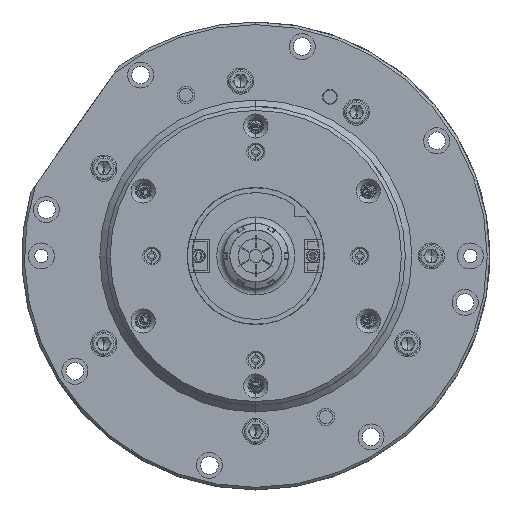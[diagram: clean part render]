
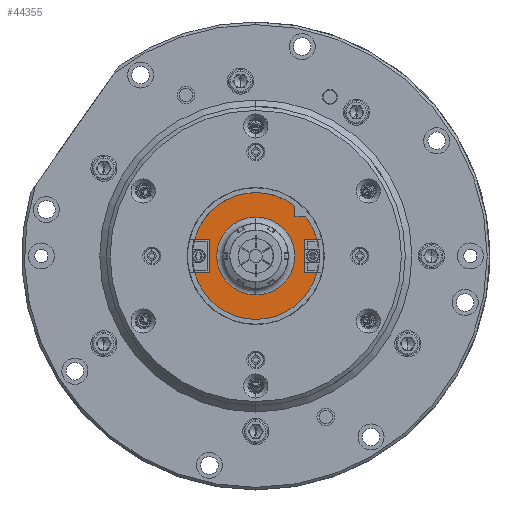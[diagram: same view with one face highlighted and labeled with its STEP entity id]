
A CAD part, left-side view. The second image highlights one B-rep face of the part: STEP entity #44355.
In plain terms, the highlighted planar face has unit normal (-1, 0, 0).
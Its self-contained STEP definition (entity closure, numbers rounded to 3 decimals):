
#221 = ORIENTED_EDGE ( 'NONE', *, *, #16563, .T. ) ;
#1170 = CARTESIAN_POINT ( 'NONE',  ( -17.63, 0., -48.75 ) ) ;
#1429 = AXIS2_PLACEMENT_3D ( 'NONE', #28618, #28538, #28162 ) ;
#2293 = VECTOR ( 'NONE', #33972, 1000. ) ;
#2444 = VERTEX_POINT ( 'NONE', #63932 ) ;
#2539 = CARTESIAN_POINT ( 'NONE',  ( -17.63, 48.75, -12.85 ) ) ;
#4197 = ORIENTED_EDGE ( 'NONE', *, *, #8883, .T. ) ;
#4672 = DIRECTION ( 'NONE',  ( 0., 0., 1. ) ) ;
#4700 = DIRECTION ( 'NONE',  ( 1., 0., 0. ) ) ;
#4756 = CARTESIAN_POINT ( 'NONE',  ( -17.63, 0., 0. ) ) ;
#4887 = DIRECTION ( 'NONE',  ( 0., -1., 0. ) ) ;
#5866 = CARTESIAN_POINT ( 'NONE',  ( -17.63, 35.5, 48.75 ) ) ;
#8592 = DIRECTION ( 'NONE',  ( 0., 0., -1. ) ) ;
#8644 = DIRECTION ( 'NONE',  ( 0., 0., -1. ) ) ;
#8831 = CARTESIAN_POINT ( 'NONE',  ( -17.63, -47.026, -12.85 ) ) ;
#8883 = EDGE_CURVE ( 'NONE', #41036, #40819, #10519, .T. ) ;
#8935 = DIRECTION ( 'NONE',  ( -1., 0., 0. ) ) ;
#9004 = CARTESIAN_POINT ( 'NONE',  ( -17.63, 0., 0. ) ) ;
#9357 = LINE ( 'NONE', #62658, #19778 ) ;
#9424 = VERTEX_POINT ( 'NONE', #15461 ) ;
#10214 = VERTEX_POINT ( 'NONE', #39898 ) ;
#10519 = CIRCLE ( 'NONE', #23984, 48.75 ) ;
#11305 = EDGE_CURVE ( 'NONE', #17534, #63276, #24497, .T. ) ;
#11634 = AXIS2_PLACEMENT_3D ( 'NONE', #4756, #4700, #4672 ) ;
#14476 = EDGE_CURVE ( 'NONE', #37331, #47560, #41805, .T. ) ;
#15377 = EDGE_CURVE ( 'NONE', #58666, #40819, #34459, .T. ) ;
#15461 = CARTESIAN_POINT ( 'NONE',  ( -17.63, 47.026, -12.85 ) ) ;
#15888 = EDGE_CURVE ( 'NONE', #58666, #10214, #44863, .T. ) ;
#16095 = CARTESIAN_POINT ( 'NONE',  ( -17.63, -48.751, -12.85 ) ) ;
#16243 = ORIENTED_EDGE ( 'NONE', *, *, #20030, .T. ) ;
#16332 = DIRECTION ( 'NONE',  ( 0., 1., 0. ) ) ;
#16563 = EDGE_CURVE ( 'NONE', #10214, #27293, #47180, .T. ) ;
#17027 = EDGE_CURVE ( 'NONE', #27293, #2444, #9357, .T. ) ;
#17321 = CARTESIAN_POINT ( 'NONE',  ( -17.63, -37.7, -12.85 ) ) ;
#17520 = EDGE_CURVE ( 'NONE', #2444, #17857, #41447, .T. ) ;
#17534 = VERTEX_POINT ( 'NONE', #1170 ) ;
#17544 = EDGE_CURVE ( 'NONE', #17857, #9424, #61884, .T. ) ;
#17857 = VERTEX_POINT ( 'NONE', #32624 ) ;
#18309 = EDGE_CURVE ( 'NONE', #63276, #39164, #60037, .T. ) ;
#19078 = EDGE_CURVE ( 'NONE', #39164, #26497, #35429, .T. ) ;
#19536 = ORIENTED_EDGE ( 'NONE', *, *, #14476, .T. ) ;
#19778 = VECTOR ( 'NONE', #62211, 1000. ) ;
#20030 = EDGE_CURVE ( 'NONE', #26497, #41036, #61497, .T. ) ;
#20773 = VECTOR ( 'NONE', #61333, 1000. ) ;
#23984 = AXIS2_PLACEMENT_3D ( 'NONE', #36648, #36563, #36559 ) ;
#24046 = AXIS2_PLACEMENT_3D ( 'NONE', #38421, #38415, #38351 ) ;
#24497 = CIRCLE ( 'NONE', #24046, 48.75 ) ;
#26315 = EDGE_LOOP ( 'NONE', ( #35723, #61005, #221, #64159, #41324, #43719, #60011, #61008, #35959, #45555, #16243, #4197 ) ) ;
#26346 = CARTESIAN_POINT ( 'NONE',  ( -17.63, 0., -30. ) ) ;
#26497 = VERTEX_POINT ( 'NONE', #59250 ) ;
#27293 = VERTEX_POINT ( 'NONE', #64693 ) ;
#28162 = DIRECTION ( 'NONE',  ( 0., 0., 1. ) ) ;
#28538 = DIRECTION ( 'NONE',  ( 1., 0., 0. ) ) ;
#28618 = CARTESIAN_POINT ( 'NONE',  ( -17.63, 0., 0. ) ) ;
#32141 = AXIS2_PLACEMENT_3D ( 'NONE', #9004, #8935, #8644 ) ;
#32624 = CARTESIAN_POINT ( 'NONE',  ( -17.63, 35.5, -12.85 ) ) ;
#32871 = CARTESIAN_POINT ( 'NONE',  ( -17.63, -30., 30. ) ) ;
#32977 = VECTOR ( 'NONE', #4887, 1000. ) ;
#33948 = FACE_OUTER_BOUND ( 'NONE', #26315, .T. ) ;
#33972 = DIRECTION ( 'NONE',  ( 0., 0., 1. ) ) ;
#34459 = LINE ( 'NONE', #62921, #20773 ) ;
#35091 = CARTESIAN_POINT ( 'NONE',  ( -17.63, -30., 48.75 ) ) ;
#35429 = LINE ( 'NONE', #58222, #60721 ) ;
#35723 = ORIENTED_EDGE ( 'NONE', *, *, #15377, .F. ) ;
#35959 = ORIENTED_EDGE ( 'NONE', *, *, #18309, .T. ) ;
#35969 = AXIS2_PLACEMENT_3D ( 'NONE', #42692, #41255, #41225 ) ;
#36559 = DIRECTION ( 'NONE',  ( 0., 0., -1. ) ) ;
#36563 = DIRECTION ( 'NONE',  ( -1., 0., 0. ) ) ;
#36648 = CARTESIAN_POINT ( 'NONE',  ( -17.63, 0., 0. ) ) ;
#37331 = VERTEX_POINT ( 'NONE', #61170 ) ;
#38351 = DIRECTION ( 'NONE',  ( 0., 0., -1. ) ) ;
#38415 = DIRECTION ( 'NONE',  ( -1., 0., 0. ) ) ;
#38421 = CARTESIAN_POINT ( 'NONE',  ( -17.63, 0., 0. ) ) ;
#39164 = VERTEX_POINT ( 'NONE', #17321 ) ;
#39864 = VECTOR ( 'NONE', #8592, 1000. ) ;
#39898 = CARTESIAN_POINT ( 'NONE',  ( -17.63, -30., 38.426 ) ) ;
#40819 = VERTEX_POINT ( 'NONE', #65229 ) ;
#41036 = VERTEX_POINT ( 'NONE', #43444 ) ;
#41225 = DIRECTION ( 'NONE',  ( 0., 0., 1. ) ) ;
#41255 = DIRECTION ( 'NONE',  ( 1., 0., 0. ) ) ;
#41305 = PLANE ( 'NONE',  #35969 ) ;
#41324 = ORIENTED_EDGE ( 'NONE', *, *, #17520, .T. ) ;
#41447 = LINE ( 'NONE', #5866, #39864 ) ;
#41805 = CIRCLE ( 'NONE', #11634, 30. ) ;
#42692 = CARTESIAN_POINT ( 'NONE',  ( -17.63, 0., 48.75 ) ) ;
#43444 = CARTESIAN_POINT ( 'NONE',  ( -17.63, -47.026, 12.85 ) ) ;
#43719 = ORIENTED_EDGE ( 'NONE', *, *, #17544, .T. ) ;
#44355 = ADVANCED_FACE ( 'NONE', ( #60867, #33948 ), #41305, .F. ) ;
#44863 = LINE ( 'NONE', #35091, #2293 ) ;
#45172 = VECTOR ( 'NONE', #16332, 1000. ) ;
#45555 = ORIENTED_EDGE ( 'NONE', *, *, #19078, .T. ) ;
#47181 = EDGE_LOOP ( 'NONE', ( #19536, #65809 ) ) ;
#47180 = CIRCLE ( 'NONE', #32141, 48.75 ) ;
#47560 = VERTEX_POINT ( 'NONE', #26346 ) ;
#47623 = DIRECTION ( 'NONE',  ( 0., 0., -1. ) ) ;
#47680 = DIRECTION ( 'NONE',  ( -1., 0., 0. ) ) ;
#47760 = CARTESIAN_POINT ( 'NONE',  ( -17.63, 0., 0. ) ) ;
#47871 = CIRCLE ( 'NONE', #62632, 48.75 ) ;
#48624 = VECTOR ( 'NONE', #61209, 1000. ) ;
#48684 = EDGE_CURVE ( 'NONE', #47560, #37331, #61969, .T. ) ;
#57571 = DIRECTION ( 'NONE',  ( 0., 0., 1. ) ) ;
#58222 = CARTESIAN_POINT ( 'NONE',  ( -17.63, -37.7, 0. ) ) ;
#58666 = VERTEX_POINT ( 'NONE', #32871 ) ;
#59250 = CARTESIAN_POINT ( 'NONE',  ( -17.63, -37.7, 12.85 ) ) ;
#60011 = ORIENTED_EDGE ( 'NONE', *, *, #64523, .T. ) ;
#60037 = LINE ( 'NONE', #16095, #45172 ) ;
#60721 = VECTOR ( 'NONE', #57571, 1000. ) ;
#60867 = FACE_BOUND ( 'NONE', #47181, .T. ) ;
#61005 = ORIENTED_EDGE ( 'NONE', *, *, #15888, .T. ) ;
#61008 = ORIENTED_EDGE ( 'NONE', *, *, #11305, .T. ) ;
#61170 = CARTESIAN_POINT ( 'NONE',  ( -17.63, 0., 30. ) ) ;
#61209 = DIRECTION ( 'NONE',  ( 0., 1., 0. ) ) ;
#61333 = DIRECTION ( 'NONE',  ( 0., -1., 0. ) ) ;
#61497 = LINE ( 'NONE', #65921, #32977 ) ;
#61884 = LINE ( 'NONE', #2539, #48624 ) ;
#61969 = CIRCLE ( 'NONE', #1429, 30. ) ;
#62211 = DIRECTION ( 'NONE',  ( 0., -1., 0. ) ) ;
#62632 = AXIS2_PLACEMENT_3D ( 'NONE', #47760, #47680, #47623 ) ;
#62658 = CARTESIAN_POINT ( 'NONE',  ( -17.63, 0., 12.85 ) ) ;
#62921 = CARTESIAN_POINT ( 'NONE',  ( -17.63, -44.599, 30. ) ) ;
#63276 = VERTEX_POINT ( 'NONE', #8831 ) ;
#63932 = CARTESIAN_POINT ( 'NONE',  ( -17.63, 35.5, 12.85 ) ) ;
#64159 = ORIENTED_EDGE ( 'NONE', *, *, #17027, .T. ) ;
#64523 = EDGE_CURVE ( 'NONE', #9424, #17534, #47871, .T. ) ;
#64693 = CARTESIAN_POINT ( 'NONE',  ( -17.63, 47.026, 12.85 ) ) ;
#65229 = CARTESIAN_POINT ( 'NONE',  ( -17.63, -38.426, 30. ) ) ;
#65809 = ORIENTED_EDGE ( 'NONE', *, *, #48684, .T. ) ;
#65921 = CARTESIAN_POINT ( 'NONE',  ( -17.63, -48.751, 12.85 ) ) ;
